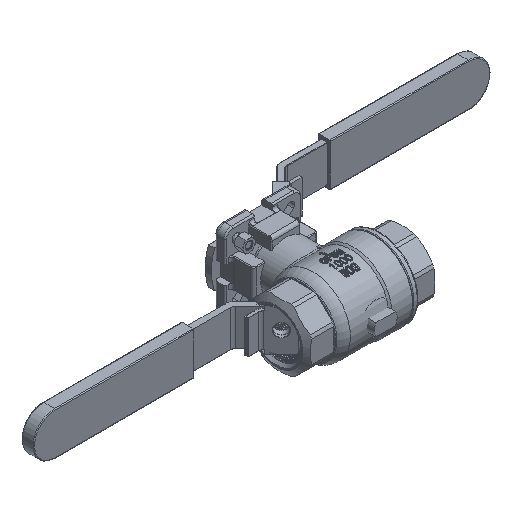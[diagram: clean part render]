
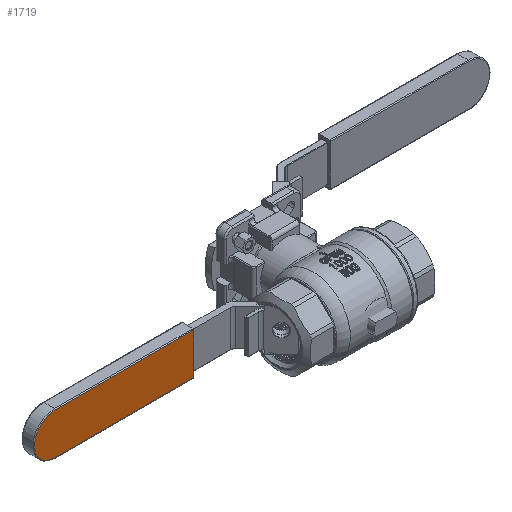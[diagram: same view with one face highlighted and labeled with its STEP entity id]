
A CAD part, isometric view. The second image highlights one B-rep face of the part: STEP entity #1719.
In plain terms, the highlighted planar face has unit normal (0, -1, 0).
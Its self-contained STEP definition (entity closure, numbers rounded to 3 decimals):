
#1719 = ADVANCED_FACE( 'NONE', ( #3715 ), #3716, .F. );
#3715 = FACE_OUTER_BOUND( '', #19743, .T. );
#3716 = PLANE( '', #19744 );
#19743 = EDGE_LOOP( '', ( #28901, #28902, #28903, #28904 ) );
#19744 = AXIS2_PLACEMENT_3D( '', #28905, #28906, #28907 );
#28901 = ORIENTED_EDGE( '', *, *, #32914, .F. );
#28902 = ORIENTED_EDGE( '', *, *, #30984, .T. );
#28903 = ORIENTED_EDGE( '', *, *, #32689, .T. );
#28904 = ORIENTED_EDGE( '', *, *, #32963, .T. );
#28905 = CARTESIAN_POINT( '', ( -183.746, 17., 14. ) );
#28906 = DIRECTION( '', ( 0., 1., 0. ) );
#28907 = DIRECTION( '', ( 1., 0., 0. ) );
#30984 = EDGE_CURVE( 'NONE', #33659, #33657, #33660, .T. );
#32689 = EDGE_CURVE( 'NONE', #33657, #36388, #36390, .T. );
#32914 = EDGE_CURVE( 'NONE', #33659, #36674, #36675, .T. );
#32963 = EDGE_CURVE( 'NONE', #36388, #36674, #36732, .T. );
#33657 = VERTEX_POINT( 'NONE', #38875 );
#33659 = VERTEX_POINT( 'NONE', #38877 );
#33660 = LINE( '', #38878, #38879 );
#36388 = VERTEX_POINT( 'NONE', #54216 );
#36390 = CIRCLE( '', #54218, 13.5 );
#36674 = VERTEX_POINT( 'NONE', #55878 );
#36675 = LINE( '', #55879, #55880 );
#36732 = LINE( '', #56003, #56004 );
#38875 = CARTESIAN_POINT( '', ( -169.746, 17., 13.5 ) );
#38877 = CARTESIAN_POINT( '', ( -79.295, 17., 13.5 ) );
#38878 = CARTESIAN_POINT( '', ( -169.746, 17., 13.5 ) );
#38879 = VECTOR( '', #57954, 1000. );
#54216 = CARTESIAN_POINT( '', ( -169.746, 17., -13.5 ) );
#54218 = AXIS2_PLACEMENT_3D( '', #59648, #59649, #59650 );
#55878 = CARTESIAN_POINT( '', ( -79.295, 17., -13.5 ) );
#55879 = CARTESIAN_POINT( '', ( -79.295, 17., 14. ) );
#55880 = VECTOR( '', #59850, 1000. );
#56003 = CARTESIAN_POINT( '', ( -183.746, 17., -13.5 ) );
#56004 = VECTOR( '', #59891, 1000. );
#57954 = DIRECTION( '', ( -1., 0., 0. ) );
#59648 = CARTESIAN_POINT( '', ( -169.746, 17., 0. ) );
#59649 = DIRECTION( '', ( 0., -1., 0. ) );
#59650 = DIRECTION( '', ( 0., 0., 1. ) );
#59850 = DIRECTION( '', ( 0., 0., -1. ) );
#59891 = DIRECTION( '', ( 1., 0., 0. ) );
